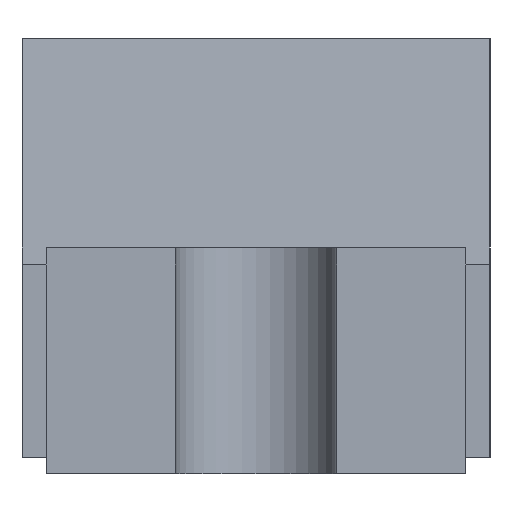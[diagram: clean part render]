
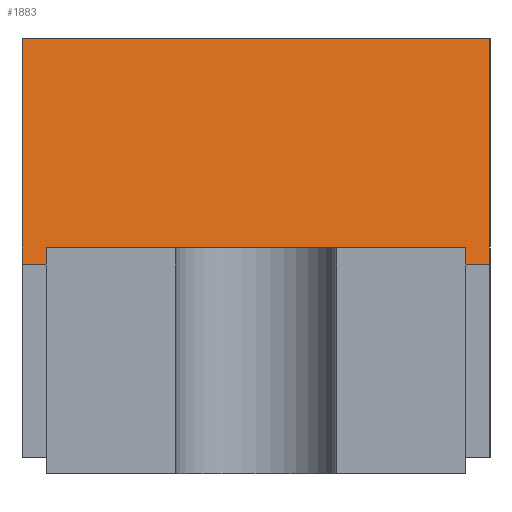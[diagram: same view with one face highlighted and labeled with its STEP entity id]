
A CAD part, left-side view. The second image highlights one B-rep face of the part: STEP entity #1883.
In plain terms, the highlighted planar face has unit normal (-0.991, 0, 0.131).
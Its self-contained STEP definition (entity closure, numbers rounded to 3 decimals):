
#425 = PLANE('',#426);
#426 = AXIS2_PLACEMENT_3D('',#427,#428,#429);
#427 = CARTESIAN_POINT('',(0.,0.,
    0.33));
#428 = DIRECTION('',(0.,0.,1.));
#429 = DIRECTION('',(0.,1.,0.));
#1163 = VERTEX_POINT('',#1164);
#1164 = CARTESIAN_POINT('',(-0.5,-0.363,0.33
    ));
#1185 = EDGE_CURVE('',#1186,#1163,#1188,.T.);
#1186 = VERTEX_POINT('',#1187);
#1187 = CARTESIAN_POINT('',(-0.5,0.362,0.33)
  );
#1188 = SURFACE_CURVE('',#1189,(#1193,#1200),.PCURVE_S1.);
#1189 = LINE('',#1190,#1191);
#1190 = CARTESIAN_POINT('',(-0.5,0.,
    0.33));
#1191 = VECTOR('',#1192,1.);
#1192 = DIRECTION('',(0.,-1.,0.));
#1193 = PCURVE('',#425,#1194);
#1194 = DEFINITIONAL_REPRESENTATION('',(#1195),#1199);
#1195 = LINE('',#1196,#1197);
#1196 = CARTESIAN_POINT('',(0.,0.5));
#1197 = VECTOR('',#1198,1.);
#1198 = DIRECTION('',(-1.,0.));
#1199 = ( GEOMETRIC_REPRESENTATION_CONTEXT(2) 
PARAMETRIC_REPRESENTATION_CONTEXT() REPRESENTATION_CONTEXT('2D SPACE',''
  ) );
#1200 = PCURVE('',#1201,#1206);
#1201 = PLANE('',#1202);
#1202 = AXIS2_PLACEMENT_3D('',#1203,#1204,#1205);
#1203 = CARTESIAN_POINT('',(-0.477,0.181,0.505)
  );
#1204 = DIRECTION('',(-0.991,0.,0.131)
  );
#1205 = DIRECTION('',(0.131,0.,0.991)
  );
#1206 = DEFINITIONAL_REPRESENTATION('',(#1207),#1211);
#1207 = LINE('',#1208,#1209);
#1208 = CARTESIAN_POINT('',(-0.177,-0.181));
#1209 = VECTOR('',#1210,1.);
#1210 = DIRECTION('',(0.,-1.));
#1211 = ( GEOMETRIC_REPRESENTATION_CONTEXT(2) 
PARAMETRIC_REPRESENTATION_CONTEXT() REPRESENTATION_CONTEXT('2D SPACE',''
  ) );
#1313 = PLANE('',#1314);
#1314 = AXIS2_PLACEMENT_3D('',#1315,#1316,#1317);
#1315 = CARTESIAN_POINT('',(0.5,0.362,0.33)
  );
#1316 = DIRECTION('',(0.,1.,0.));
#1317 = DIRECTION('',(-1.,0.,0.));
#1872 = PLANE('',#1873);
#1873 = AXIS2_PLACEMENT_3D('',#1874,#1875,#1876);
#1874 = CARTESIAN_POINT('',(-0.5,-0.363,0.33
    ));
#1875 = DIRECTION('',(0.,-1.,0.));
#1876 = DIRECTION('',(1.,0.,0.));
#1883 = ADVANCED_FACE('',(#1884),#1201,.T.);
#1884 = FACE_BOUND('',#1885,.T.);
#1885 = EDGE_LOOP('',(#1886,#1909,#1937,#1958));
#1886 = ORIENTED_EDGE('',*,*,#1887,.T.);
#1887 = EDGE_CURVE('',#1163,#1888,#1890,.T.);
#1888 = VERTEX_POINT('',#1889);
#1889 = CARTESIAN_POINT('',(-0.454,-0.363,0.68
    ));
#1890 = SURFACE_CURVE('',#1891,(#1895,#1902),.PCURVE_S1.);
#1891 = LINE('',#1892,#1893);
#1892 = CARTESIAN_POINT('',(-0.477,-0.363,0.505)
  );
#1893 = VECTOR('',#1894,1.);
#1894 = DIRECTION('',(0.131,0.,0.991)
  );
#1895 = PCURVE('',#1201,#1896);
#1896 = DEFINITIONAL_REPRESENTATION('',(#1897),#1901);
#1897 = LINE('',#1898,#1899);
#1898 = CARTESIAN_POINT('',(0.,-0.544));
#1899 = VECTOR('',#1900,1.);
#1900 = DIRECTION('',(1.,0.));
#1901 = ( GEOMETRIC_REPRESENTATION_CONTEXT(2) 
PARAMETRIC_REPRESENTATION_CONTEXT() REPRESENTATION_CONTEXT('2D SPACE',''
  ) );
#1902 = PCURVE('',#1872,#1903);
#1903 = DEFINITIONAL_REPRESENTATION('',(#1904),#1908);
#1904 = LINE('',#1905,#1906);
#1905 = CARTESIAN_POINT('',(0.023,0.175));
#1906 = VECTOR('',#1907,1.);
#1907 = DIRECTION('',(0.131,0.991));
#1908 = ( GEOMETRIC_REPRESENTATION_CONTEXT(2) 
PARAMETRIC_REPRESENTATION_CONTEXT() REPRESENTATION_CONTEXT('2D SPACE',''
  ) );
#1909 = ORIENTED_EDGE('',*,*,#1910,.T.);
#1910 = EDGE_CURVE('',#1888,#1911,#1913,.T.);
#1911 = VERTEX_POINT('',#1912);
#1912 = CARTESIAN_POINT('',(-0.454,0.362,0.68)
  );
#1913 = SURFACE_CURVE('',#1914,(#1918,#1925),.PCURVE_S1.);
#1914 = LINE('',#1915,#1916);
#1915 = CARTESIAN_POINT('',(-0.454,0.181,0.68)
  );
#1916 = VECTOR('',#1917,1.);
#1917 = DIRECTION('',(0.,1.,0.));
#1918 = PCURVE('',#1201,#1919);
#1919 = DEFINITIONAL_REPRESENTATION('',(#1920),#1924);
#1920 = LINE('',#1921,#1922);
#1921 = CARTESIAN_POINT('',(0.177,0.));
#1922 = VECTOR('',#1923,1.);
#1923 = DIRECTION('',(0.,1.));
#1924 = ( GEOMETRIC_REPRESENTATION_CONTEXT(2) 
PARAMETRIC_REPRESENTATION_CONTEXT() REPRESENTATION_CONTEXT('2D SPACE',''
  ) );
#1925 = PCURVE('',#1926,#1931);
#1926 = PLANE('',#1927);
#1927 = AXIS2_PLACEMENT_3D('',#1928,#1929,#1930);
#1928 = CARTESIAN_POINT('',(0.,0.,
    0.68));
#1929 = DIRECTION('',(0.,0.,1.));
#1930 = DIRECTION('',(0.,1.,0.));
#1931 = DEFINITIONAL_REPRESENTATION('',(#1932),#1936);
#1932 = LINE('',#1933,#1934);
#1933 = CARTESIAN_POINT('',(0.181,0.454));
#1934 = VECTOR('',#1935,1.);
#1935 = DIRECTION('',(1.,0.));
#1936 = ( GEOMETRIC_REPRESENTATION_CONTEXT(2) 
PARAMETRIC_REPRESENTATION_CONTEXT() REPRESENTATION_CONTEXT('2D SPACE',''
  ) );
#1937 = ORIENTED_EDGE('',*,*,#1938,.T.);
#1938 = EDGE_CURVE('',#1911,#1186,#1939,.T.);
#1939 = SURFACE_CURVE('',#1940,(#1944,#1951),.PCURVE_S1.);
#1940 = LINE('',#1941,#1942);
#1941 = CARTESIAN_POINT('',(-0.477,0.362,0.505)
  );
#1942 = VECTOR('',#1943,1.);
#1943 = DIRECTION('',(-0.131,0.,-0.991)
  );
#1944 = PCURVE('',#1201,#1945);
#1945 = DEFINITIONAL_REPRESENTATION('',(#1946),#1950);
#1946 = LINE('',#1947,#1948);
#1947 = CARTESIAN_POINT('',(0.,0.181));
#1948 = VECTOR('',#1949,1.);
#1949 = DIRECTION('',(-1.,0.));
#1950 = ( GEOMETRIC_REPRESENTATION_CONTEXT(2) 
PARAMETRIC_REPRESENTATION_CONTEXT() REPRESENTATION_CONTEXT('2D SPACE',''
  ) );
#1951 = PCURVE('',#1313,#1952);
#1952 = DEFINITIONAL_REPRESENTATION('',(#1953),#1957);
#1953 = LINE('',#1954,#1955);
#1954 = CARTESIAN_POINT('',(0.977,0.175));
#1955 = VECTOR('',#1956,1.);
#1956 = DIRECTION('',(0.131,-0.991));
#1957 = ( GEOMETRIC_REPRESENTATION_CONTEXT(2) 
PARAMETRIC_REPRESENTATION_CONTEXT() REPRESENTATION_CONTEXT('2D SPACE',''
  ) );
#1958 = ORIENTED_EDGE('',*,*,#1185,.T.);
